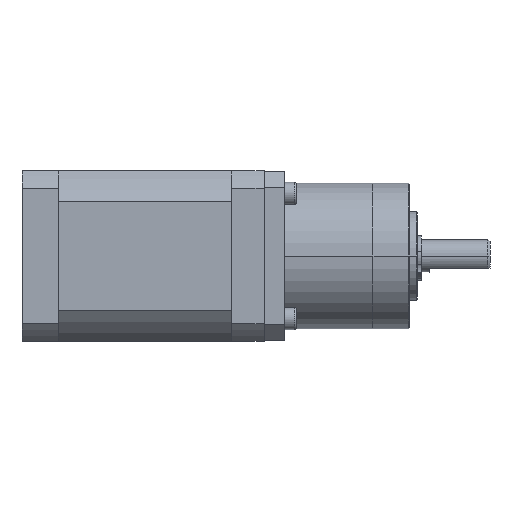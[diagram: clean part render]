
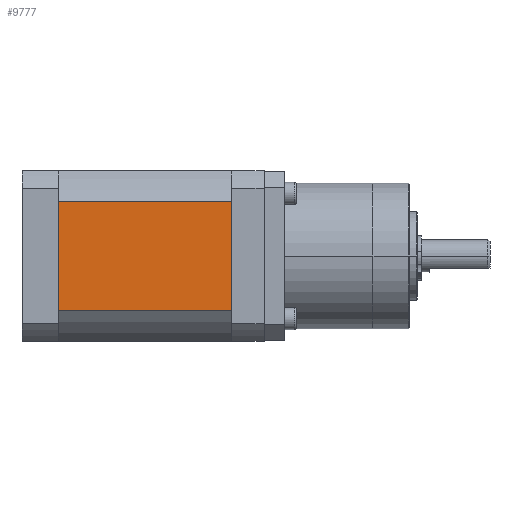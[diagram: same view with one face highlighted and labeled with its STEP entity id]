
A CAD part, left-side view. The second image highlights one B-rep face of the part: STEP entity #9777.
In plain terms, the highlighted planar face has unit normal (-1, 0, 0).
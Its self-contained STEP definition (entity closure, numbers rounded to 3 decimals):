
#2928 = CARTESIAN_POINT ( 'NONE',  ( -21.15, 43., -13.516 ) ) ;
#3126 = EDGE_CURVE ( 'NONE', #18930, #17613, #12342, .T. ) ;
#3578 = CARTESIAN_POINT ( 'NONE',  ( -21.15, 0., -13.516 ) ) ;
#3694 = EDGE_CURVE ( 'NONE', #15917, #13656, #5025, .T. ) ;
#3746 = FACE_OUTER_BOUND ( 'NONE', #15139, .T. ) ;
#4729 = VECTOR ( 'NONE', #21065, 1000. ) ;
#5025 = LINE ( 'NONE', #21013, #12196 ) ;
#5869 = AXIS2_PLACEMENT_3D ( 'NONE', #7918, #15444, #22959 ) ;
#6382 = VECTOR ( 'NONE', #23579, 1000. ) ;
#7244 = ORIENTED_EDGE ( 'NONE', *, *, #3694, .F. ) ;
#7714 = ORIENTED_EDGE ( 'NONE', *, *, #18973, .F. ) ;
#7918 = CARTESIAN_POINT ( 'NONE',  ( -21.15, 43., 21.15 ) ) ;
#8734 = CARTESIAN_POINT ( 'NONE',  ( -21.15, 0., 13.516 ) ) ;
#8840 = LINE ( 'NONE', #8734, #19978 ) ;
#8966 = DIRECTION ( 'NONE',  ( 0., -1., 0. ) ) ;
#9070 = PLANE ( 'NONE',  #5869 ) ;
#9777 = ADVANCED_FACE ( 'NONE', ( #3746 ), #9070, .F. ) ;
#12196 = VECTOR ( 'NONE', #20317, 1000. ) ;
#12342 = LINE ( 'NONE', #19989, #6382 ) ;
#13157 = CARTESIAN_POINT ( 'NONE',  ( -21.15, 0., 13.516 ) ) ;
#13656 = VERTEX_POINT ( 'NONE', #19368 ) ;
#13664 = LINE ( 'NONE', #17479, #4729 ) ;
#15139 = EDGE_LOOP ( 'NONE', ( #7714, #20463, #21097, #7244 ) ) ;
#15444 = DIRECTION ( 'NONE',  ( 1., 0., 0. ) ) ;
#15917 = VERTEX_POINT ( 'NONE', #2928 ) ;
#15966 = EDGE_CURVE ( 'NONE', #13656, #17613, #8840, .T. ) ;
#17479 = CARTESIAN_POINT ( 'NONE',  ( -21.15, 0., -13.516 ) ) ;
#17613 = VERTEX_POINT ( 'NONE', #13157 ) ;
#18930 = VERTEX_POINT ( 'NONE', #3578 ) ;
#18973 = EDGE_CURVE ( 'NONE', #18930, #15917, #13664, .T. ) ;
#19368 = CARTESIAN_POINT ( 'NONE',  ( -21.15, 43., 13.516 ) ) ;
#19978 = VECTOR ( 'NONE', #8966, 1000. ) ;
#19989 = CARTESIAN_POINT ( 'NONE',  ( -21.15, 0., 21.15 ) ) ;
#20317 = DIRECTION ( 'NONE',  ( 0., 0., 1. ) ) ;
#20463 = ORIENTED_EDGE ( 'NONE', *, *, #3126, .T. ) ;
#21013 = CARTESIAN_POINT ( 'NONE',  ( -21.15, 43., 21.15 ) ) ;
#21065 = DIRECTION ( 'NONE',  ( 0., 1., 0. ) ) ;
#21097 = ORIENTED_EDGE ( 'NONE', *, *, #15966, .F. ) ;
#22959 = DIRECTION ( 'NONE',  ( 0., 0., -1. ) ) ;
#23579 = DIRECTION ( 'NONE',  ( 0., 0., 1. ) ) ;
